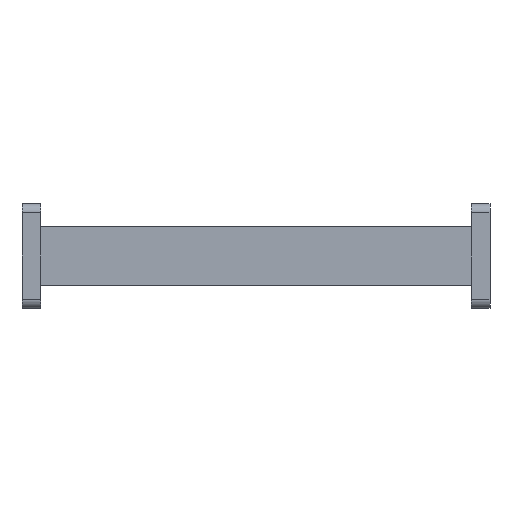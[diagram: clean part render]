
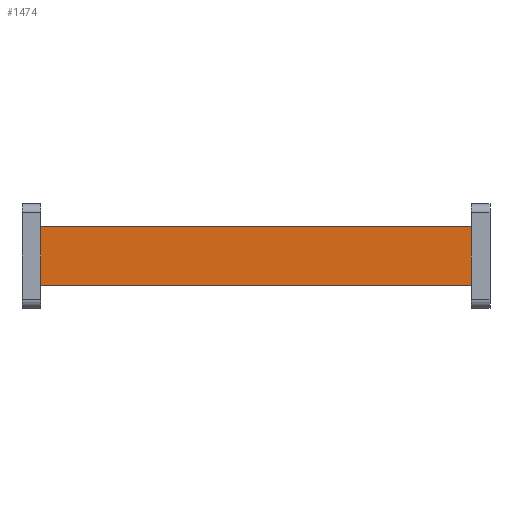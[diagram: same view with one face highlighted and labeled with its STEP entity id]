
A CAD part, left-side view. The second image highlights one B-rep face of the part: STEP entity #1474.
In plain terms, the highlighted planar face has unit normal (-1, 0, 0).
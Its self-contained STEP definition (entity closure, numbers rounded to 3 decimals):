
#8 = EDGE_LOOP ( 'NONE', ( #1202, #857, #207, #677 ) ) ;
#57 = FACE_OUTER_BOUND ( 'NONE', #8, .T. ) ;
#77 = VERTEX_POINT ( 'NONE', #977 ) ;
#207 = ORIENTED_EDGE ( 'NONE', *, *, #865, .F. ) ;
#228 = DIRECTION ( 'NONE',  ( 1., 0., 0. ) ) ;
#366 = LINE ( 'NONE', #538, #438 ) ;
#438 = VECTOR ( 'NONE', #1617, 1000. ) ;
#456 = VERTEX_POINT ( 'NONE', #1561 ) ;
#538 = CARTESIAN_POINT ( 'NONE',  ( -3.175, 46., -6.35 ) ) ;
#563 = DIRECTION ( 'NONE',  ( 0., 0., -1. ) ) ;
#642 = VERTEX_POINT ( 'NONE', #828 ) ;
#677 = ORIENTED_EDGE ( 'NONE', *, *, #853, .T. ) ;
#693 = LINE ( 'NONE', #1323, #1749 ) ;
#722 = PLANE ( 'NONE',  #1449 ) ;
#828 = CARTESIAN_POINT ( 'NONE',  ( -3.175, 46., 6.35 ) ) ;
#853 = EDGE_CURVE ( 'NONE', #1590, #456, #693, .T. ) ;
#857 = ORIENTED_EDGE ( 'NONE', *, *, #1733, .F. ) ;
#865 = EDGE_CURVE ( 'NONE', #1590, #642, #366, .T. ) ;
#923 = EDGE_CURVE ( 'NONE', #456, #77, #1000, .T. ) ;
#977 = CARTESIAN_POINT ( 'NONE',  ( -3.175, -46., 6.35 ) ) ;
#1000 = LINE ( 'NONE', #1935, #1615 ) ;
#1135 = DIRECTION ( 'NONE',  ( 0., -1., 0. ) ) ;
#1202 = ORIENTED_EDGE ( 'NONE', *, *, #923, .T. ) ;
#1274 = LINE ( 'NONE', #1434, #2088 ) ;
#1323 = CARTESIAN_POINT ( 'NONE',  ( -3.175, 46., -6.35 ) ) ;
#1353 = CARTESIAN_POINT ( 'NONE',  ( -3.175, 46., -6.35 ) ) ;
#1434 = CARTESIAN_POINT ( 'NONE',  ( -3.175, 46., 6.35 ) ) ;
#1449 = AXIS2_PLACEMENT_3D ( 'NONE', #1353, #228, #563 ) ;
#1474 = ADVANCED_FACE ( 'NONE', ( #57 ), #722, .F. ) ;
#1554 = CARTESIAN_POINT ( 'NONE',  ( -3.175, 46., -6.35 ) ) ;
#1561 = CARTESIAN_POINT ( 'NONE',  ( -3.175, -46., -6.35 ) ) ;
#1590 = VERTEX_POINT ( 'NONE', #1554 ) ;
#1615 = VECTOR ( 'NONE', #1623, 1000. ) ;
#1617 = DIRECTION ( 'NONE',  ( 0., 0., 1. ) ) ;
#1623 = DIRECTION ( 'NONE',  ( 0., 0., 1. ) ) ;
#1733 = EDGE_CURVE ( 'NONE', #642, #77, #1274, .T. ) ;
#1749 = VECTOR ( 'NONE', #1944, 1000. ) ;
#1935 = CARTESIAN_POINT ( 'NONE',  ( -3.175, -46., -6.35 ) ) ;
#1944 = DIRECTION ( 'NONE',  ( 0., -1., 0. ) ) ;
#2088 = VECTOR ( 'NONE', #1135, 1000. ) ;
